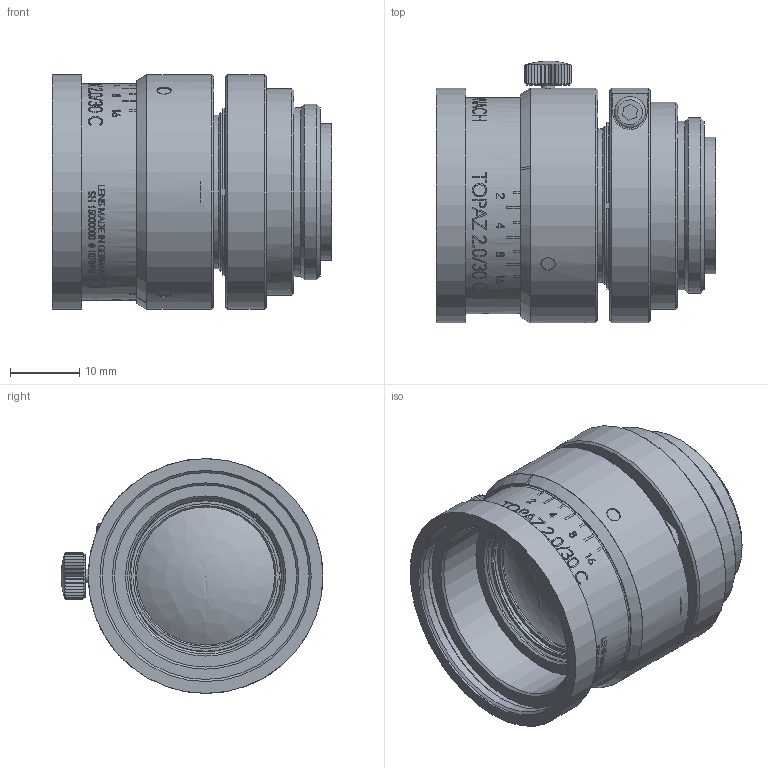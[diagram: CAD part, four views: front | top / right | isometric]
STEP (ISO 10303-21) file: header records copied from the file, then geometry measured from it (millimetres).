
FILE_DESCRIPTION(/* description */ (''),/* implementation_level */ '2;1');
FILE_NAME(/* name */ '1078946_00161957_002.stp',/* time_stamp */ '2021-09-15T16:31:50+02:00',/* author */ (''),/* organization */ (''),/* preprocessor_version */ 'ST-DEVELOPER v16',/* originating_system */ 'SIEMENS PLM Software NX 10.0',/* authorisation */ '');
FILE_SCHEMA (('AP203_CONFIGURATION_CONTROLLED_3D_DESIGN_OF_MECHANICAL_PARTS_AND_ASSEMBLIES_MIM_LF { 1 0 10303 403 2 1 2}'));
Length unit declared in the file: millimetre
Products named in the file (1): Froe65F0944Bgrcw
Bounding box: 40.5 x 37.94 x 34 mm (x, y, z)
Volume: 23842.8 mm3; surface area: 11029 mm2
Topology: 1 solids, 3 shells, 522 faces, 1769 edges, 1367 vertices
Faces by surface type: plane 236, cylinder 219, cone 56, torus 8, revolution 2, sphere 1
Full cylindrical faces by diameter (mm): 1.1 x1, 2 x1, 2.05 x3, 2.5 x2, 2.7 x3, 2.8 x1, 4.5 x1, 16 x1, 17 x1, 17.5 x1, 17.8 x1, 18.6 x1, 19.8 x1, 20 x2, 21.5 x1, 21.96 x1, 22.3 x1, 22.5 x1, 22.6 x1, 23 x2, 23.1 x1, 24 x1, 24.4 x1, 25.4 x1, 26.39 x1, 29.96 x1, 30 x1, 30.6 x2, 31.3 x2, 32 x1
Entity records: 21883 total; most frequent: CARTESIAN_POINT 7721, ORIENTED_EDGE 3295, DIRECTION 2242, EDGE_CURVE 1667, VERTEX_POINT 1341, AXIS2_PLACEMENT_3D 894, B_SPLINE_CURVE_WITH_KNOTS 806, EDGE_LOOP 743
